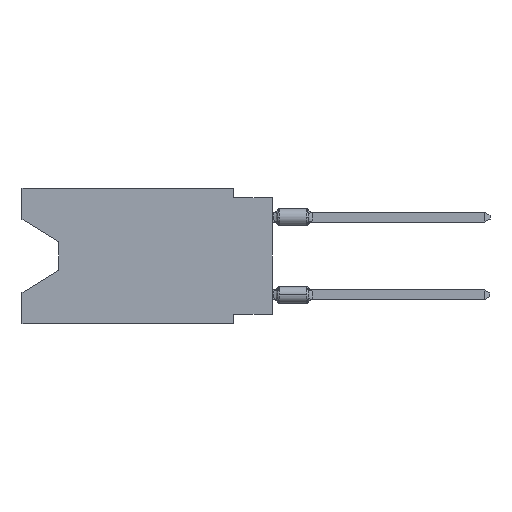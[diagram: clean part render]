
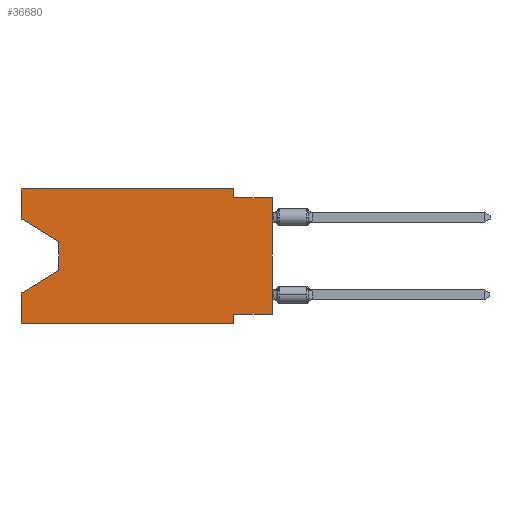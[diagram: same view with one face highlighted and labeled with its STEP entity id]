
A CAD part, left-side view. The second image highlights one B-rep face of the part: STEP entity #36680.
In plain terms, the highlighted planar face has unit normal (-1, 0, 0).
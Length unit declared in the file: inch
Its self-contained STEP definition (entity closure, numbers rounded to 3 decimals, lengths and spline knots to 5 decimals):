
#331 = CARTESIAN_POINT ( 'NONE',  ( 0., 0.1, -0.025 ) ) ;
#369 = LINE ( 'NONE', #17041, #25969 ) ;
#555 = LINE ( 'NONE', #35817, #17989 ) ;
#960 = VECTOR ( 'NONE', #12680, 39.37008 ) ;
#1600 = VERTEX_POINT ( 'NONE', #29809 ) ;
#1891 = DIRECTION ( 'NONE',  ( 0., 0., -1. ) ) ;
#2383 = ORIENTED_EDGE ( 'NONE', *, *, #35927, .F. ) ;
#2524 = LINE ( 'NONE', #5277, #9953 ) ;
#2822 = LINE ( 'NONE', #29416, #29681 ) ;
#2897 = LINE ( 'NONE', #29880, #18804 ) ;
#5022 = VECTOR ( 'NONE', #17333, 39.37008 ) ;
#5277 = CARTESIAN_POINT ( 'NONE',  ( 0., 0., 0. ) ) ;
#5408 = VERTEX_POINT ( 'NONE', #37735 ) ;
#7025 = ORIENTED_EDGE ( 'NONE', *, *, #25874, .F. ) ;
#8264 = VERTEX_POINT ( 'NONE', #29526 ) ;
#9426 = VERTEX_POINT ( 'NONE', #331 ) ;
#9930 = CARTESIAN_POINT ( 'NONE',  ( 0., 0.645, -0.35 ) ) ;
#9953 = VECTOR ( 'NONE', #16732, 39.37008 ) ;
#10381 = DIRECTION ( 'NONE',  ( 0., 0., 1. ) ) ;
#10397 = VECTOR ( 'NONE', #10381, 39.37008 ) ;
#10904 = CARTESIAN_POINT ( 'NONE',  ( 0., 0., -0.025 ) ) ;
#11153 = CARTESIAN_POINT ( 'NONE',  ( 0., 0.645, 0. ) ) ;
#11497 = LINE ( 'NONE', #30503, #36875 ) ;
#11842 = VERTEX_POINT ( 'NONE', #20145 ) ;
#11981 = LINE ( 'NONE', #33018, #16870 ) ;
#12044 = DIRECTION ( 'NONE',  ( 0., 0.855, -0.519 ) ) ;
#12172 = EDGE_CURVE ( 'NONE', #11842, #8264, #2822, .T. ) ;
#12405 = ORIENTED_EDGE ( 'NONE', *, *, #23855, .F. ) ;
#12680 = DIRECTION ( 'NONE',  ( 0., -1., 0. ) ) ;
#12768 = DIRECTION ( 'NONE',  ( 0., 0., -1. ) ) ;
#12952 = EDGE_CURVE ( 'NONE', #30331, #36633, #369, .T. ) ;
#13332 = CARTESIAN_POINT ( 'NONE',  ( 0., 0.645, 0. ) ) ;
#13366 = CARTESIAN_POINT ( 'NONE',  ( 0., 0.55, -0.138 ) ) ;
#14067 = VERTEX_POINT ( 'NONE', #10904 ) ;
#14242 = VECTOR ( 'NONE', #19154, 39.37008 ) ;
#14698 = VERTEX_POINT ( 'NONE', #17226 ) ;
#14932 = ORIENTED_EDGE ( 'NONE', *, *, #28095, .T. ) ;
#15920 = LINE ( 'NONE', #13366, #37133 ) ;
#16732 = DIRECTION ( 'NONE',  ( 0., 0., 1. ) ) ;
#16870 = VECTOR ( 'NONE', #35564, 39.37008 ) ;
#17041 = CARTESIAN_POINT ( 'NONE',  ( 0., 0.55, -0.212 ) ) ;
#17226 = CARTESIAN_POINT ( 'NONE',  ( 0., 0.645, 0. ) ) ;
#17333 = DIRECTION ( 'NONE',  ( 0., 0., -1. ) ) ;
#17478 = LINE ( 'NONE', #9930, #960 ) ;
#17489 = DIRECTION ( 'NONE',  ( 0., 0., -1. ) ) ;
#17777 = CARTESIAN_POINT ( 'NONE',  ( 0., 0.55, -0.212 ) ) ;
#17989 = VECTOR ( 'NONE', #27176, 39.37008 ) ;
#18162 = EDGE_CURVE ( 'NONE', #9426, #14067, #555, .T. ) ;
#18458 = ORIENTED_EDGE ( 'NONE', *, *, #12952, .T. ) ;
#18804 = VECTOR ( 'NONE', #17489, 39.37008 ) ;
#19154 = DIRECTION ( 'NONE',  ( 0., 0., 1. ) ) ;
#19236 = LINE ( 'NONE', #13332, #10397 ) ;
#19701 = EDGE_CURVE ( 'NONE', #32359, #36633, #36646, .T. ) ;
#20145 = CARTESIAN_POINT ( 'NONE',  ( 0., 0., -0.325 ) ) ;
#20745 = DIRECTION ( 'NONE',  ( 0., -1., 0. ) ) ;
#21684 = EDGE_CURVE ( 'NONE', #1600, #28340, #11981, .T. ) ;
#22431 = ORIENTED_EDGE ( 'NONE', *, *, #22983, .F. ) ;
#22983 = EDGE_CURVE ( 'NONE', #1600, #14698, #19236, .T. ) ;
#23855 = EDGE_CURVE ( 'NONE', #5408, #9426, #2897, .T. ) ;
#24911 = ORIENTED_EDGE ( 'NONE', *, *, #18162, .F. ) ;
#25043 = CARTESIAN_POINT ( 'NONE',  ( 0., 0.645, 0. ) ) ;
#25263 = ORIENTED_EDGE ( 'NONE', *, *, #12172, .F. ) ;
#25456 = ORIENTED_EDGE ( 'NONE', *, *, #19701, .F. ) ;
#25874 = EDGE_CURVE ( 'NONE', #8264, #32894, #32665, .T. ) ;
#25969 = VECTOR ( 'NONE', #12044, 39.37008 ) ;
#26252 = AXIS2_PLACEMENT_3D ( 'NONE', #11153, #28868, #1891 ) ;
#26297 = CARTESIAN_POINT ( 'NONE',  ( 0., 0.645, -0.26975 ) ) ;
#26763 = CARTESIAN_POINT ( 'NONE',  ( 0., 0.1, -0.35 ) ) ;
#26855 = CARTESIAN_POINT ( 'NONE',  ( 0., 0.55, -0.138 ) ) ;
#27176 = DIRECTION ( 'NONE',  ( 0., -1., 0. ) ) ;
#28095 = EDGE_CURVE ( 'NONE', #28340, #30331, #15920, .T. ) ;
#28340 = VERTEX_POINT ( 'NONE', #26855 ) ;
#28868 = DIRECTION ( 'NONE',  ( 1., 0., 0. ) ) ;
#29070 = FACE_OUTER_BOUND ( 'NONE', #29172, .T. ) ;
#29172 = EDGE_LOOP ( 'NONE', ( #29191, #14932, #18458, #25456, #34138, #7025, #25263, #31909, #24911, #12405, #2383, #22431 ) ) ;
#29191 = ORIENTED_EDGE ( 'NONE', *, *, #21684, .T. ) ;
#29416 = CARTESIAN_POINT ( 'NONE',  ( 0., 0., -0.325 ) ) ;
#29526 = CARTESIAN_POINT ( 'NONE',  ( 0., 0.1, -0.325 ) ) ;
#29681 = VECTOR ( 'NONE', #35488, 39.37008 ) ;
#29809 = CARTESIAN_POINT ( 'NONE',  ( 0., 0.645, -0.08025 ) ) ;
#29880 = CARTESIAN_POINT ( 'NONE',  ( 0., 0.1, 0. ) ) ;
#30331 = VERTEX_POINT ( 'NONE', #17777 ) ;
#30503 = CARTESIAN_POINT ( 'NONE',  ( 0., 0.645, 0. ) ) ;
#31818 = PLANE ( 'NONE',  #26252 ) ;
#31909 = ORIENTED_EDGE ( 'NONE', *, *, #38692, .T. ) ;
#32359 = VERTEX_POINT ( 'NONE', #36238 ) ;
#32665 = LINE ( 'NONE', #26763, #5022 ) ;
#32668 = CARTESIAN_POINT ( 'NONE',  ( 0., 0.1, -0.35 ) ) ;
#32894 = VERTEX_POINT ( 'NONE', #32668 ) ;
#33018 = CARTESIAN_POINT ( 'NONE',  ( 0., 0.645, -0.08025 ) ) ;
#34138 = ORIENTED_EDGE ( 'NONE', *, *, #34507, .T. ) ;
#34507 = EDGE_CURVE ( 'NONE', #32359, #32894, #17478, .T. ) ;
#35488 = DIRECTION ( 'NONE',  ( 0., 1., 0. ) ) ;
#35564 = DIRECTION ( 'NONE',  ( 0., -0.855, -0.519 ) ) ;
#35817 = CARTESIAN_POINT ( 'NONE',  ( 0., 0., -0.025 ) ) ;
#35927 = EDGE_CURVE ( 'NONE', #14698, #5408, #11497, .T. ) ;
#36238 = CARTESIAN_POINT ( 'NONE',  ( 0., 0.645, -0.35 ) ) ;
#36633 = VERTEX_POINT ( 'NONE', #26297 ) ;
#36646 = LINE ( 'NONE', #25043, #14242 ) ;
#36680 = ADVANCED_FACE ( 'NONE', ( #29070 ), #31818, .F. ) ;
#36875 = VECTOR ( 'NONE', #20745, 39.37008 ) ;
#37133 = VECTOR ( 'NONE', #12768, 39.37008 ) ;
#37735 = CARTESIAN_POINT ( 'NONE',  ( 0., 0.1, 0. ) ) ;
#38692 = EDGE_CURVE ( 'NONE', #11842, #14067, #2524, .T. ) ;
